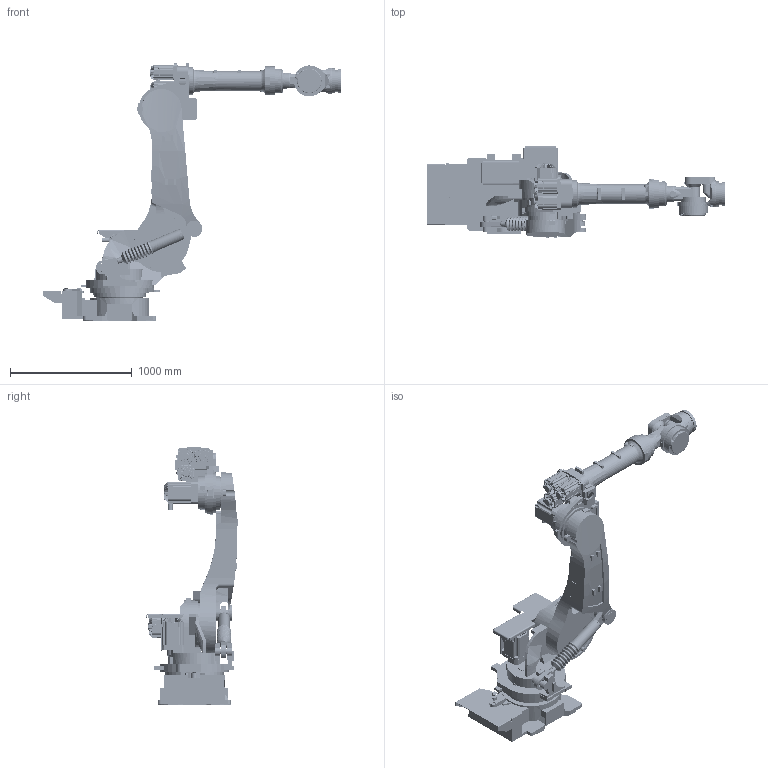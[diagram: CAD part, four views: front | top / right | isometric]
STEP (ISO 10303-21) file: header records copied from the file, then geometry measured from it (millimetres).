
FILE_DESCRIPTION (( 'STEP AP214' ), '1' );
FILE_NAME ('HS260.STEP', '2018-06-18T00:07:37', ( 'Windows 餌辨濠' ), ( 'HRDG' ), 'SwSTEP 2.0', 'SolidWorks 2017', '' );
FILE_SCHEMA (( 'AUTOMOTIVE_DESIGN' ));
Length unit declared in the file: millimetre
Products named in the file (75): HS260_Wrist body; HS260_B Reducer Cover; HS260_Battery Case; HS260_BS Joint Upper Shaft; HS260_A1 Assy; HS260_B reducer; HS260_S V H MOTOR; HS260_BS Joint Upper Collar; HS260_V Output; HS260_B Output; HS260_Upper Frame; HS260_BS Joint Collar; HS260_BJ3 COVER; HS260_SG cover gasket; HS260_H Reducer; HS260_BS Joint Shaft; HS260_BJ3 Front Cover; HS260_SG_cover; HS260_Lower Frame; HS260_GasSpringTube Assy; HS260_V LS Dog Assy; HS260_R1 Reducer ASSY; HS260_S1 ASSY; HS260_Grease Nipple; HS260_V LS Dog Bracket Guide; HS260_Mechanical Interface; HS260_BJ1 PROTECTION COVER; HS260_Bearing Cover; HS260_A1 LS Dog Assy 2; HS260_R1_reducer; HS260_S SCALE ASSY; HS260_Bearing; HS260_V LS Dog Bracket 2; HS260_R1 Output 2; HS260_SCALE PLATE B WRIST BODY; HS260_NilosRing; HS260_A1 LS Dog Assy; HS260_R1 Output Shaft ASSY 2; HS260_PARRALEL PIN; HS260_Hinge UPPER FRAME ...
Assembly tree (83 placements, depth 5):
  HS260
    HS260_S1 ASSY
      HS260_BASE BODY
      HS260_S Reducer
      HS260_STOPPER
      HS260_PARRALEL PIN
      HS260_S SCALE ASSY
        HS260_SCALE PLATE B WRIST BODY
      HS260_BJ1 PROTECTION COVER
    HS260_A2 ASSY
      HS260_Lower Frame
      HS260_H Reducer
      HS260_Upper Frame
      HS260_S V H MOTOR  x2
      HS260_Battery Case
      HS260_Stopper Block
      HS260_Stopper Block 2
      HS260_BS Joint Inside Hinge
      HS260_BS Joint Outside Hinge
      HS260_GasSpringRod Assy
        HS260_Gas Spring Cylinder
        HS260_Hinge LOWER FRAME
        HS260_BELLOWS
      HS260_GasSpringTube Assy
        HS260_Gas Spring Tube
        HS260_Hinge UPPER FRAME
        HS260_NilosRing  x2
        HS260_Bearing
        HS260_Bearing Cover
        HS260_Grease Nipple
      HS260_BS Joint Shaft
      HS260_BS Joint Collar
      HS260_BS Joint Upper Collar
      HS260_BS Joint Upper Shaft
      HS260_BS Joint Fixer
      HS260_S motor cover
    HS260_A1 Assy
      HS260_V Output
        HS260_Arm Frame
        HS260_Arm Pipe
        HS260_MOTOR  x3
        HS260_V REDUCER
        HS260_S V H MOTOR
        HS260_BJ3 SIDE COVER
        HS260_R2 reducer
        HS260_A1 LS Dog Assy
          HS260_V LS Dog Bracket
        HS260_A1 LS Dog Assy 2
          HS260_V LS Dog Bracket 2
        HS260_V LS Dog Assy
          HS260_V LS Dog Bracket Guide
        HS260_BJ3 COVER
          HS260_BJ3 Front Cover
    HS260_W1 ASSY
      HS260_R2 Output ASSY
        HS260_Wrist body
        HS260_R1 Output Shaft ASSY
          HS260_R1 Output
          HH300-W1-005-00
          HS260_R1 SG
Bounding box: 2455.7 x 751.5 x 2128 mm (x, y, z)
Volume: 256641768.4 mm3; surface area: 15163103.9 mm2
Topology: 73 solids, 74 shells, 7667 faces, 19346 edges, 12116 vertices
Faces by surface type: plane 3027, cylinder 2774, torus 731, cone 496, bspline 476, sphere 163
Entity records: 158479 total; most frequent: CARTESIAN_POINT 46231, DIRECTION 23636, ORIENTED_EDGE 22692, EDGE_CURVE 11346, AXIS2_PLACEMENT_3D 8998, VERTEX_POINT 7218, LINE 5640, VECTOR 5640
